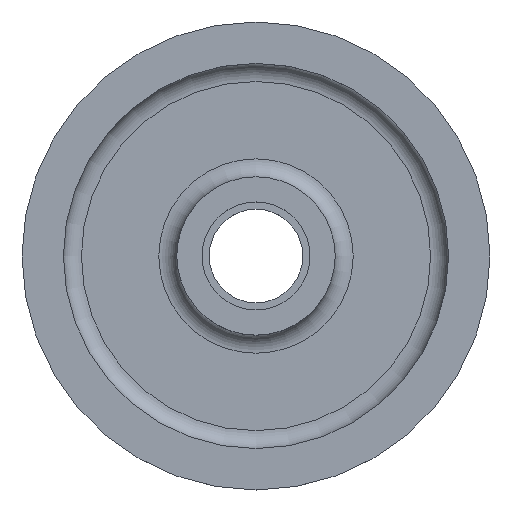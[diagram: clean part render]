
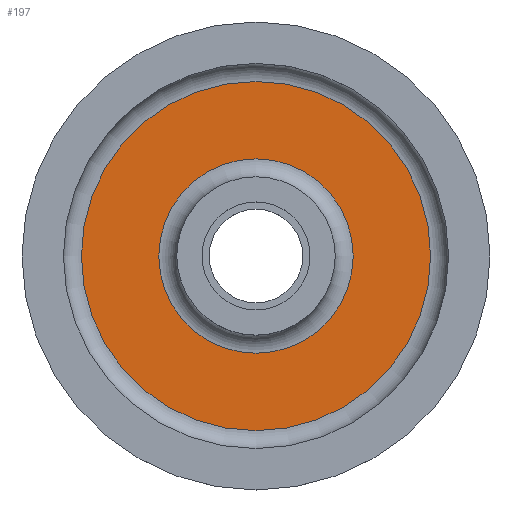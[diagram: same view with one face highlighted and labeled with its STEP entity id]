
A CAD part, top view. The second image highlights one B-rep face of the part: STEP entity #197.
In plain terms, the highlighted planar face has unit normal (0, 0, 1).
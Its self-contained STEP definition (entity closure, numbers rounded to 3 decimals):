
#27=PLANE('',#235);
#41=FACE_BOUND('',#88,.T.);
#58=FACE_OUTER_BOUND('',#87,.T.);
#87=EDGE_LOOP('',(#172));
#88=EDGE_LOOP('',(#173));
#109=CIRCLE('',#234,27.);
#110=CIRCLE('',#236,48.5);
#126=VERTEX_POINT('',#351);
#127=VERTEX_POINT('',#354);
#143=EDGE_CURVE('',#126,#126,#109,.T.);
#144=EDGE_CURVE('',#127,#127,#110,.T.);
#172=ORIENTED_EDGE('',*,*,#144,.F.);
#173=ORIENTED_EDGE('',*,*,#143,.T.);
#197=ADVANCED_FACE('',(#58,#41),#27,.T.);
#234=AXIS2_PLACEMENT_3D('',#352,#294,#295);
#235=AXIS2_PLACEMENT_3D('',#353,#296,#297);
#236=AXIS2_PLACEMENT_3D('',#355,#298,#299);
#294=DIRECTION('center_axis',(0.,0.,-1.));
#295=DIRECTION('ref_axis',(1.,0.,0.));
#296=DIRECTION('center_axis',(0.,0.,1.));
#297=DIRECTION('ref_axis',(1.,0.,0.));
#298=DIRECTION('center_axis',(0.,0.,-1.));
#299=DIRECTION('ref_axis',(1.,0.,0.));
#351=CARTESIAN_POINT('',(0.,27.,4.5));
#352=CARTESIAN_POINT('Origin',(0.,0.,4.5));
#353=CARTESIAN_POINT('Origin',(0.,48.5,4.5));
#354=CARTESIAN_POINT('',(0.,48.5,4.5));
#355=CARTESIAN_POINT('Origin',(0.,0.,4.5));
